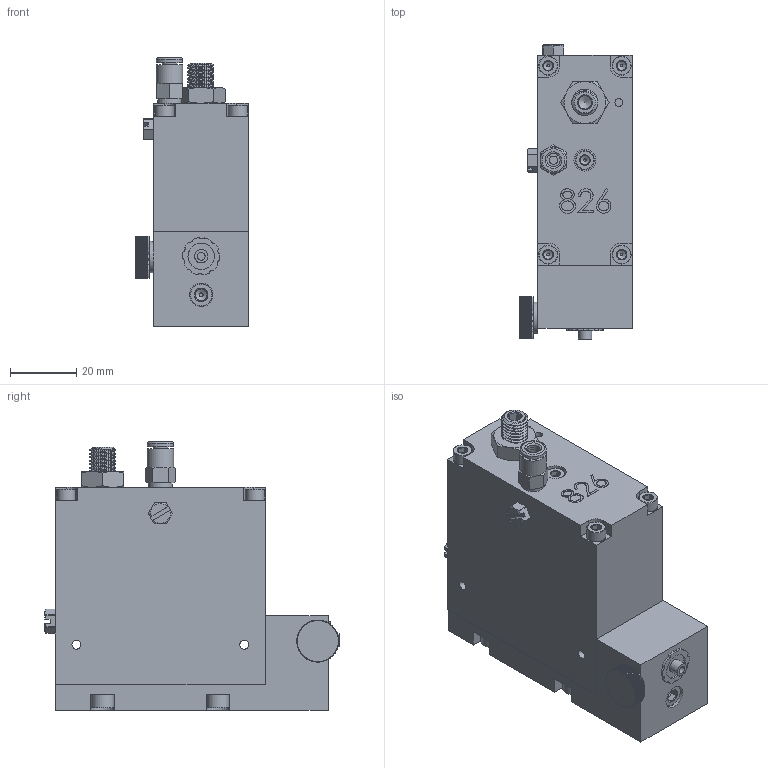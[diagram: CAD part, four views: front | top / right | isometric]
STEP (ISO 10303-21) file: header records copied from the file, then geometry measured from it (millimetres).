
FILE_DESCRIPTION (( 'STEP AP203' ), '1' );
FILE_NAME ('826 VALVE.STEP', '2018-01-24T20:29:07', ( '' ), ( '' ), 'SwSTEP 2.0', 'SolidWorks 2017', '' );
FILE_SCHEMA (( 'CONFIG_CONTROL_DESIGN' ));
Length unit declared in the file: inch
Products named in the file (1): 826 VALVE
Bounding box: 34.13 x 88.98 x 81.3 mm (x, y, z)
Volume: 134848.5 mm3; surface area: 24142.3 mm2
Topology: 1 solids, 23 shells, 1120 faces, 2780 edges, 1754 vertices
Faces by surface type: plane 580, cylinder 303, cone 194, bspline 43
Full cylindrical faces by diameter (mm): 2.381 x2, 2.5 x1, 2.705 x4, 3.551 x6, 4 x1, 4.064 x1, 4.166 x4, 4.394 x2, 4.4 x1, 5.74 x5, 6.604 x1, 6.858 x4, 7.008 x6, 7.137 x1, 7.2 x1, 7.9 x1, 7.925 x6, 8 x1, 8.001 x1, 9.398 x1, 9.525 x1
Entity records: 36603 total; most frequent: CARTESIAN_POINT 10827, ORIENTED_EDGE 5312, DIRECTION 5168, EDGE_CURVE 2656, AXIS2_PLACEMENT_3D 1798, VERTEX_POINT 1735, VECTOR 1572, LINE 1572
